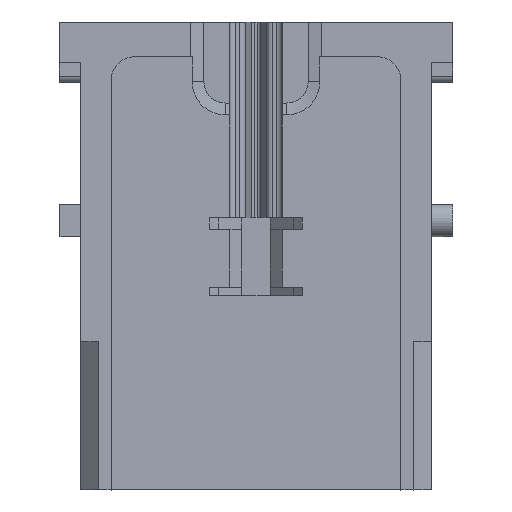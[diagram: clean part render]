
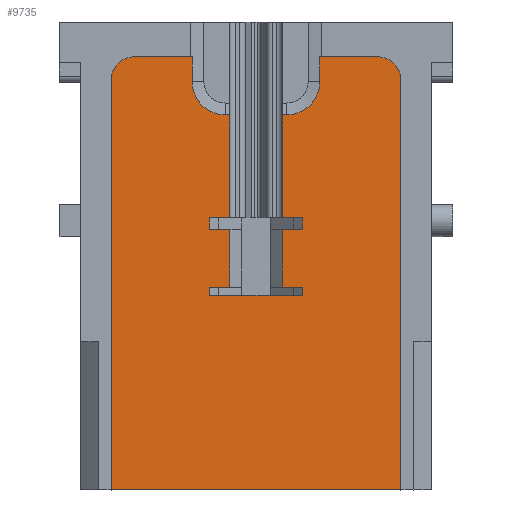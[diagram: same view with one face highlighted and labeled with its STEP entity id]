
A CAD part, left-side view. The second image highlights one B-rep face of the part: STEP entity #9735.
In plain terms, the highlighted planar face has unit normal (-1, 0, 0).
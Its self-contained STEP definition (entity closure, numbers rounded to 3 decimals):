
#8630=AXIS2_PLACEMENT_3D('Circle Axis2P3D',#8628,#8629,$) ;
#9543=AXIS2_PLACEMENT_3D('Plane Axis2P3D',#9540,#9541,#9542) ;
#9668=AXIS2_PLACEMENT_3D('Circle Axis2P3D',#9666,#9667,$) ;
#9689=AXIS2_PLACEMENT_3D('Circle Axis2P3D',#9687,#9688,$) ;
#9694=AXIS2_PLACEMENT_3D('Circle Axis2P3D',#9692,#9693,$) ;
#6663=CARTESIAN_POINT('Vertex',(0.02,4.5,0.)) ;
#6666=CARTESIAN_POINT('Line Origine',(0.02,17.,0.)) ;
#6670=CARTESIAN_POINT('Vertex',(0.02,29.5,0.)) ;
#8613=CARTESIAN_POINT('Vertex',(0.02,4.5,35.4)) ;
#8616=CARTESIAN_POINT('Line Origine',(0.02,4.5,17.7)) ;
#8628=CARTESIAN_POINT('Axis2P3D Location',(0.02,6.5,35.4)) ;
#8632=CARTESIAN_POINT('Vertex',(0.02,6.5,37.4)) ;
#8651=CARTESIAN_POINT('Vertex',(0.02,11.479,37.4)) ;
#8654=CARTESIAN_POINT('Line Origine',(0.02,8.99,37.4)) ;
#8671=CARTESIAN_POINT('Line Origine',(0.02,11.479,36.333)) ;
#8675=CARTESIAN_POINT('Vertex',(0.02,11.479,35.266)) ;
#9521=CARTESIAN_POINT('Line Origine',(0.02,29.5,17.7)) ;
#9525=CARTESIAN_POINT('Vertex',(0.02,29.5,35.4)) ;
#9540=CARTESIAN_POINT('Axis2P3D Location',(0.02,17.,36.75)) ;
#9545=CARTESIAN_POINT('Line Origine',(0.02,14.75,27.94)) ;
#9549=CARTESIAN_POINT('Vertex',(0.02,14.75,32.379)) ;
#9551=CARTESIAN_POINT('Vertex',(0.02,14.75,23.5)) ;
#9554=CARTESIAN_POINT('Line Origine',(0.02,13.875,23.5)) ;
#9558=CARTESIAN_POINT('Vertex',(0.02,13.,23.5)) ;
#9561=CARTESIAN_POINT('Line Origine',(0.02,13.,23.)) ;
#9565=CARTESIAN_POINT('Vertex',(0.02,13.,22.5)) ;
#9568=CARTESIAN_POINT('Line Origine',(0.02,13.875,22.5)) ;
#9572=CARTESIAN_POINT('Vertex',(0.02,14.75,22.5)) ;
#9575=CARTESIAN_POINT('Line Origine',(0.02,14.75,20.)) ;
#9579=CARTESIAN_POINT('Vertex',(0.02,14.75,17.5)) ;
#9582=CARTESIAN_POINT('Line Origine',(0.02,13.875,17.5)) ;
#9586=CARTESIAN_POINT('Vertex',(0.02,13.,17.5)) ;
#9589=CARTESIAN_POINT('Line Origine',(0.02,13.,17.15)) ;
#9593=CARTESIAN_POINT('Vertex',(0.02,13.,16.8)) ;
#9596=CARTESIAN_POINT('Line Origine',(0.02,15.,16.8)) ;
#9600=CARTESIAN_POINT('Vertex',(0.02,17.,16.8)) ;
#9603=CARTESIAN_POINT('Line Origine',(0.02,19.,16.8)) ;
#9607=CARTESIAN_POINT('Vertex',(0.02,21.,16.8)) ;
#9610=CARTESIAN_POINT('Line Origine',(0.02,21.,17.15)) ;
#9614=CARTESIAN_POINT('Vertex',(0.02,21.,17.5)) ;
#9617=CARTESIAN_POINT('Line Origine',(0.02,20.125,17.5)) ;
#9621=CARTESIAN_POINT('Vertex',(0.02,19.25,17.5)) ;
#9624=CARTESIAN_POINT('Line Origine',(0.02,19.25,20.)) ;
#9628=CARTESIAN_POINT('Vertex',(0.02,19.25,22.5)) ;
#9631=CARTESIAN_POINT('Line Origine',(0.02,20.125,22.5)) ;
#9635=CARTESIAN_POINT('Vertex',(0.02,21.,22.5)) ;
#9638=CARTESIAN_POINT('Line Origine',(0.02,21.,23.)) ;
#9642=CARTESIAN_POINT('Vertex',(0.02,21.,23.5)) ;
#9645=CARTESIAN_POINT('Line Origine',(0.02,20.125,23.5)) ;
#9649=CARTESIAN_POINT('Vertex',(0.02,19.25,23.5)) ;
#9652=CARTESIAN_POINT('Line Origine',(0.02,19.25,27.94)) ;
#9656=CARTESIAN_POINT('Vertex',(0.02,19.25,32.379)) ;
#9659=CARTESIAN_POINT('Line Origine',(0.02,19.442,32.379)) ;
#9663=CARTESIAN_POINT('Vertex',(0.02,19.634,32.379)) ;
#9666=CARTESIAN_POINT('Axis2P3D Location',(0.02,19.634,35.266)) ;
#9670=CARTESIAN_POINT('Vertex',(0.02,22.521,35.266)) ;
#9673=CARTESIAN_POINT('Line Origine',(0.02,22.521,36.333)) ;
#9677=CARTESIAN_POINT('Vertex',(0.02,22.521,37.4)) ;
#9680=CARTESIAN_POINT('Line Origine',(0.02,25.01,37.4)) ;
#9684=CARTESIAN_POINT('Vertex',(0.02,27.5,37.4)) ;
#9687=CARTESIAN_POINT('Axis2P3D Location',(0.02,27.5,35.4)) ;
#9692=CARTESIAN_POINT('Axis2P3D Location',(0.02,14.366,35.266)) ;
#9696=CARTESIAN_POINT('Vertex',(0.02,14.366,32.379)) ;
#9699=CARTESIAN_POINT('Line Origine',(0.02,14.558,32.379)) ;
#6667=DIRECTION('Vector Direction',(0.,1.,0.)) ;
#8617=DIRECTION('Vector Direction',(0.,0.,-1.)) ;
#8629=DIRECTION('Axis2P3D Direction',(-1.,0.,0.)) ;
#8655=DIRECTION('Vector Direction',(0.,-1.,0.)) ;
#8672=DIRECTION('Vector Direction',(0.,0.,-1.)) ;
#9522=DIRECTION('Vector Direction',(0.,0.,1.)) ;
#9541=DIRECTION('Axis2P3D Direction',(-1.,0.,0.)) ;
#9542=DIRECTION('Axis2P3D XDirection',(0.,-1.,0.)) ;
#9546=DIRECTION('Vector Direction',(0.,0.,-1.)) ;
#9555=DIRECTION('Vector Direction',(0.,-1.,0.)) ;
#9562=DIRECTION('Vector Direction',(0.,0.,-1.)) ;
#9569=DIRECTION('Vector Direction',(0.,1.,0.)) ;
#9576=DIRECTION('Vector Direction',(0.,0.,1.)) ;
#9583=DIRECTION('Vector Direction',(0.,-1.,0.)) ;
#9590=DIRECTION('Vector Direction',(0.,0.,1.)) ;
#9597=DIRECTION('Vector Direction',(0.,1.,0.)) ;
#9604=DIRECTION('Vector Direction',(0.,1.,0.)) ;
#9611=DIRECTION('Vector Direction',(0.,0.,1.)) ;
#9618=DIRECTION('Vector Direction',(0.,1.,0.)) ;
#9625=DIRECTION('Vector Direction',(0.,0.,1.)) ;
#9632=DIRECTION('Vector Direction',(0.,-1.,0.)) ;
#9639=DIRECTION('Vector Direction',(0.,0.,-1.)) ;
#9646=DIRECTION('Vector Direction',(0.,1.,0.)) ;
#9653=DIRECTION('Vector Direction',(0.,0.,-1.)) ;
#9660=DIRECTION('Vector Direction',(0.,1.,0.)) ;
#9667=DIRECTION('Axis2P3D Direction',(-1.,0.,0.)) ;
#9674=DIRECTION('Vector Direction',(0.,0.,1.)) ;
#9681=DIRECTION('Vector Direction',(0.,-1.,0.)) ;
#9688=DIRECTION('Axis2P3D Direction',(-1.,0.,0.)) ;
#9693=DIRECTION('Axis2P3D Direction',(-1.,0.,0.)) ;
#9700=DIRECTION('Vector Direction',(0.,1.,0.)) ;
#6668=VECTOR('Line Direction',#6667,1.) ;
#8618=VECTOR('Line Direction',#8617,1.) ;
#8656=VECTOR('Line Direction',#8655,1.) ;
#8673=VECTOR('Line Direction',#8672,1.) ;
#9523=VECTOR('Line Direction',#9522,1.) ;
#9547=VECTOR('Line Direction',#9546,1.) ;
#9556=VECTOR('Line Direction',#9555,1.) ;
#9563=VECTOR('Line Direction',#9562,1.) ;
#9570=VECTOR('Line Direction',#9569,1.) ;
#9577=VECTOR('Line Direction',#9576,1.) ;
#9584=VECTOR('Line Direction',#9583,1.) ;
#9591=VECTOR('Line Direction',#9590,1.) ;
#9598=VECTOR('Line Direction',#9597,1.) ;
#9605=VECTOR('Line Direction',#9604,1.) ;
#9612=VECTOR('Line Direction',#9611,1.) ;
#9619=VECTOR('Line Direction',#9618,1.) ;
#9626=VECTOR('Line Direction',#9625,1.) ;
#9633=VECTOR('Line Direction',#9632,1.) ;
#9640=VECTOR('Line Direction',#9639,1.) ;
#9647=VECTOR('Line Direction',#9646,1.) ;
#9654=VECTOR('Line Direction',#9653,1.) ;
#9661=VECTOR('Line Direction',#9660,1.) ;
#9675=VECTOR('Line Direction',#9674,1.) ;
#9682=VECTOR('Line Direction',#9681,1.) ;
#9701=VECTOR('Line Direction',#9700,1.) ;
#9705=ORIENTED_EDGE('',*,*,#9553,.T.) ;
#9706=ORIENTED_EDGE('',*,*,#9560,.F.) ;
#9707=ORIENTED_EDGE('',*,*,#9567,.F.) ;
#9708=ORIENTED_EDGE('',*,*,#9574,.F.) ;
#9709=ORIENTED_EDGE('',*,*,#9581,.F.) ;
#9710=ORIENTED_EDGE('',*,*,#9588,.F.) ;
#9711=ORIENTED_EDGE('',*,*,#9595,.F.) ;
#9712=ORIENTED_EDGE('',*,*,#9602,.T.) ;
#9713=ORIENTED_EDGE('',*,*,#9609,.T.) ;
#9714=ORIENTED_EDGE('',*,*,#9616,.T.) ;
#9715=ORIENTED_EDGE('',*,*,#9623,.F.) ;
#9716=ORIENTED_EDGE('',*,*,#9630,.F.) ;
#9717=ORIENTED_EDGE('',*,*,#9637,.F.) ;
#9718=ORIENTED_EDGE('',*,*,#9644,.F.) ;
#9719=ORIENTED_EDGE('',*,*,#9651,.F.) ;
#9720=ORIENTED_EDGE('',*,*,#9658,.F.) ;
#9721=ORIENTED_EDGE('',*,*,#9665,.T.) ;
#9722=ORIENTED_EDGE('',*,*,#9672,.F.) ;
#9723=ORIENTED_EDGE('',*,*,#9679,.T.) ;
#9724=ORIENTED_EDGE('',*,*,#9686,.F.) ;
#9725=ORIENTED_EDGE('',*,*,#9691,.F.) ;
#9726=ORIENTED_EDGE('',*,*,#9527,.F.) ;
#9727=ORIENTED_EDGE('',*,*,#6672,.F.) ;
#9728=ORIENTED_EDGE('',*,*,#8620,.F.) ;
#9729=ORIENTED_EDGE('',*,*,#8634,.F.) ;
#9730=ORIENTED_EDGE('',*,*,#8658,.F.) ;
#9731=ORIENTED_EDGE('',*,*,#8677,.F.) ;
#9732=ORIENTED_EDGE('',*,*,#9698,.F.) ;
#9733=ORIENTED_EDGE('',*,*,#9703,.T.) ;
#9735=ADVANCED_FACE('Hauptk\X2\00F6\X0\rper',(#9734),#9544,.T.) ;
#8631=CIRCLE('generated circle',#8630,2.) ;
#9669=CIRCLE('generated circle',#9668,2.887) ;
#9690=CIRCLE('generated circle',#9689,2.) ;
#9695=CIRCLE('generated circle',#9694,2.887) ;
#6672=EDGE_CURVE('',#6664,#6671,#6669,.T.) ;
#8620=EDGE_CURVE('',#8614,#6664,#8619,.T.) ;
#8634=EDGE_CURVE('',#8633,#8614,#8631,.F.) ;
#8658=EDGE_CURVE('',#8652,#8633,#8657,.T.) ;
#8677=EDGE_CURVE('',#8676,#8652,#8674,.F.) ;
#9527=EDGE_CURVE('',#6671,#9526,#9524,.T.) ;
#9553=EDGE_CURVE('',#9550,#9552,#9548,.T.) ;
#9560=EDGE_CURVE('',#9559,#9552,#9557,.F.) ;
#9567=EDGE_CURVE('',#9566,#9559,#9564,.F.) ;
#9574=EDGE_CURVE('',#9573,#9566,#9571,.F.) ;
#9581=EDGE_CURVE('',#9580,#9573,#9578,.T.) ;
#9588=EDGE_CURVE('',#9587,#9580,#9585,.F.) ;
#9595=EDGE_CURVE('',#9594,#9587,#9592,.T.) ;
#9602=EDGE_CURVE('',#9594,#9601,#9599,.T.) ;
#9609=EDGE_CURVE('',#9601,#9608,#9606,.T.) ;
#9616=EDGE_CURVE('',#9608,#9615,#9613,.T.) ;
#9623=EDGE_CURVE('',#9622,#9615,#9620,.T.) ;
#9630=EDGE_CURVE('',#9629,#9622,#9627,.F.) ;
#9637=EDGE_CURVE('',#9636,#9629,#9634,.T.) ;
#9644=EDGE_CURVE('',#9643,#9636,#9641,.T.) ;
#9651=EDGE_CURVE('',#9650,#9643,#9648,.T.) ;
#9658=EDGE_CURVE('',#9657,#9650,#9655,.T.) ;
#9665=EDGE_CURVE('',#9657,#9664,#9662,.T.) ;
#9672=EDGE_CURVE('',#9671,#9664,#9669,.T.) ;
#9679=EDGE_CURVE('',#9671,#9678,#9676,.T.) ;
#9686=EDGE_CURVE('',#9685,#9678,#9683,.T.) ;
#9691=EDGE_CURVE('',#9526,#9685,#9690,.F.) ;
#9698=EDGE_CURVE('',#9697,#8676,#9695,.T.) ;
#9703=EDGE_CURVE('',#9697,#9550,#9702,.T.) ;
#9704=EDGE_LOOP('',(#9705,#9706,#9707,#9708,#9709,#9710,#9711,#9712,#9713,#9714,#9715,#9716,#9717,#9718,#9719,#9720,#9721,#9722,#9723,#9724,#9725,#9726,#9727,#9728,#9729,#9730,#9731,#9732,#9733)) ;
#9734=FACE_OUTER_BOUND('',#9704,.T.) ;
#6669=LINE('Line',#6666,#6668) ;
#8619=LINE('Line',#8616,#8618) ;
#8657=LINE('Line',#8654,#8656) ;
#8674=LINE('Line',#8671,#8673) ;
#9524=LINE('Line',#9521,#9523) ;
#9548=LINE('Line',#9545,#9547) ;
#9557=LINE('Line',#9554,#9556) ;
#9564=LINE('Line',#9561,#9563) ;
#9571=LINE('Line',#9568,#9570) ;
#9578=LINE('Line',#9575,#9577) ;
#9585=LINE('Line',#9582,#9584) ;
#9592=LINE('Line',#9589,#9591) ;
#9599=LINE('Line',#9596,#9598) ;
#9606=LINE('Line',#9603,#9605) ;
#9613=LINE('Line',#9610,#9612) ;
#9620=LINE('Line',#9617,#9619) ;
#9627=LINE('Line',#9624,#9626) ;
#9634=LINE('Line',#9631,#9633) ;
#9641=LINE('Line',#9638,#9640) ;
#9648=LINE('Line',#9645,#9647) ;
#9655=LINE('Line',#9652,#9654) ;
#9662=LINE('Line',#9659,#9661) ;
#9676=LINE('Line',#9673,#9675) ;
#9683=LINE('Line',#9680,#9682) ;
#9702=LINE('Line',#9699,#9701) ;
#9544=PLANE('',#9543) ;
#6664=VERTEX_POINT('',#6663) ;
#6671=VERTEX_POINT('',#6670) ;
#8614=VERTEX_POINT('',#8613) ;
#8633=VERTEX_POINT('',#8632) ;
#8652=VERTEX_POINT('',#8651) ;
#8676=VERTEX_POINT('',#8675) ;
#9526=VERTEX_POINT('',#9525) ;
#9550=VERTEX_POINT('',#9549) ;
#9552=VERTEX_POINT('',#9551) ;
#9559=VERTEX_POINT('',#9558) ;
#9566=VERTEX_POINT('',#9565) ;
#9573=VERTEX_POINT('',#9572) ;
#9580=VERTEX_POINT('',#9579) ;
#9587=VERTEX_POINT('',#9586) ;
#9594=VERTEX_POINT('',#9593) ;
#9601=VERTEX_POINT('',#9600) ;
#9608=VERTEX_POINT('',#9607) ;
#9615=VERTEX_POINT('',#9614) ;
#9622=VERTEX_POINT('',#9621) ;
#9629=VERTEX_POINT('',#9628) ;
#9636=VERTEX_POINT('',#9635) ;
#9643=VERTEX_POINT('',#9642) ;
#9650=VERTEX_POINT('',#9649) ;
#9657=VERTEX_POINT('',#9656) ;
#9664=VERTEX_POINT('',#9663) ;
#9671=VERTEX_POINT('',#9670) ;
#9678=VERTEX_POINT('',#9677) ;
#9685=VERTEX_POINT('',#9684) ;
#9697=VERTEX_POINT('',#9696) ;
